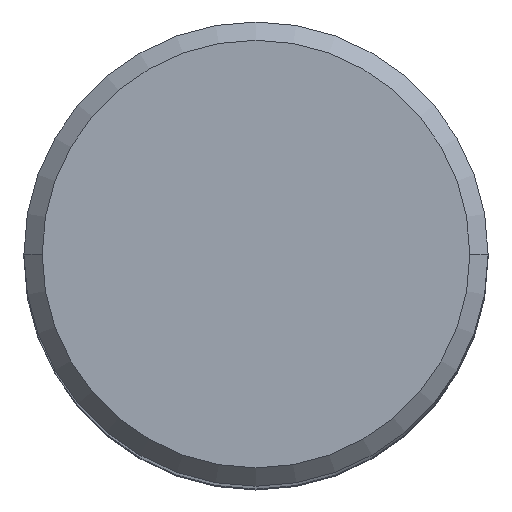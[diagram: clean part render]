
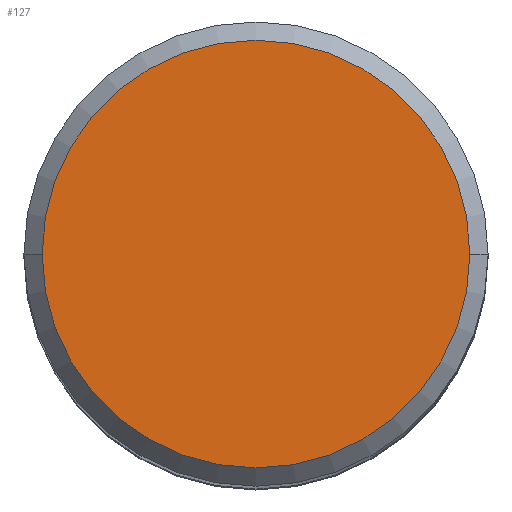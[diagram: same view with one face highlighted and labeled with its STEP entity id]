
A CAD part, top view. The second image highlights one B-rep face of the part: STEP entity #127.
In plain terms, the highlighted planar face has unit normal (0, 0, 1).
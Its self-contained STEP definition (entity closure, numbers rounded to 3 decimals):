
#32=PLANE('',#1092);
#127=ADVANCED_FACE('',(#205),#32,.F.);
#205=FACE_OUTER_BOUND('',#263,.T.);
#263=EDGE_LOOP('',(#475,#476,#477,#478));
#475=ORIENTED_EDGE('',*,*,#703,.F.);
#476=ORIENTED_EDGE('',*,*,#704,.F.);
#477=ORIENTED_EDGE('',*,*,#702,.F.);
#478=ORIENTED_EDGE('',*,*,#701,.F.);
#583=VERTEX_POINT('',#2363);
#584=VERTEX_POINT('',#2365);
#585=VERTEX_POINT('',#2367);
#586=VERTEX_POINT('',#2371);
#701=EDGE_CURVE('',#584,#585,#833,.T.);
#702=EDGE_CURVE('',#585,#583,#834,.T.);
#703=EDGE_CURVE('',#586,#584,#835,.T.);
#704=EDGE_CURVE('',#583,#586,#836,.T.);
#833=CIRCLE('',#1087,11.7);
#834=CIRCLE('',#1088,11.7);
#835=CIRCLE('',#1090,11.7);
#836=CIRCLE('',#1091,11.7);
#1087=AXIS2_PLACEMENT_3D('',#2366,#1302,#1303);
#1088=AXIS2_PLACEMENT_3D('',#2368,#1304,#1305);
#1090=AXIS2_PLACEMENT_3D('',#2370,#1308,#1309);
#1091=AXIS2_PLACEMENT_3D('',#2372,#1310,#1311);
#1092=AXIS2_PLACEMENT_3D('',#2373,#1312,#1313);
#1302=DIRECTION('',(0.,0.,-1.));
#1303=DIRECTION('',(1.,0.,0.));
#1304=DIRECTION('',(0.,0.,-1.));
#1305=DIRECTION('',(0.,-1.,0.));
#1308=DIRECTION('',(0.,0.,-1.));
#1309=DIRECTION('',(0.,1.,0.));
#1310=DIRECTION('',(0.,0.,-1.));
#1311=DIRECTION('',(-1.,0.,0.));
#1312=DIRECTION('',(0.,0.,-1.));
#1313=DIRECTION('',(1.,0.,0.));
#2363=CARTESIAN_POINT('',(-11.7,0.,43.656));
#2365=CARTESIAN_POINT('',(11.7,0.,43.656));
#2366=CARTESIAN_POINT('',(0.,0.,43.656));
#2367=CARTESIAN_POINT('',(0.,-11.7,43.656));
#2368=CARTESIAN_POINT('',(0.,0.,43.656));
#2370=CARTESIAN_POINT('',(0.,0.,43.656));
#2371=CARTESIAN_POINT('',(0.,11.7,43.656));
#2372=CARTESIAN_POINT('',(0.,0.,43.656));
#2373=CARTESIAN_POINT('',(0.,0.,43.656));
